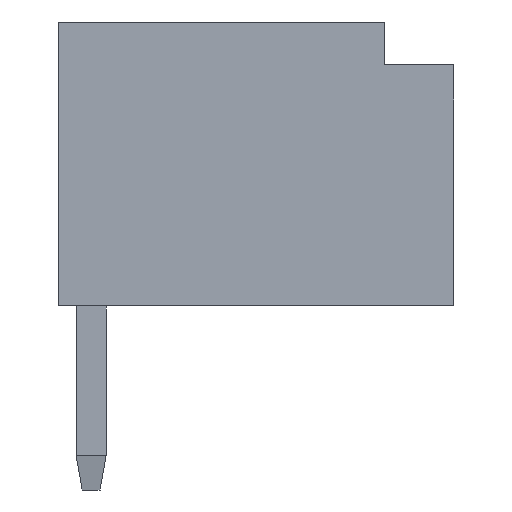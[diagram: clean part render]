
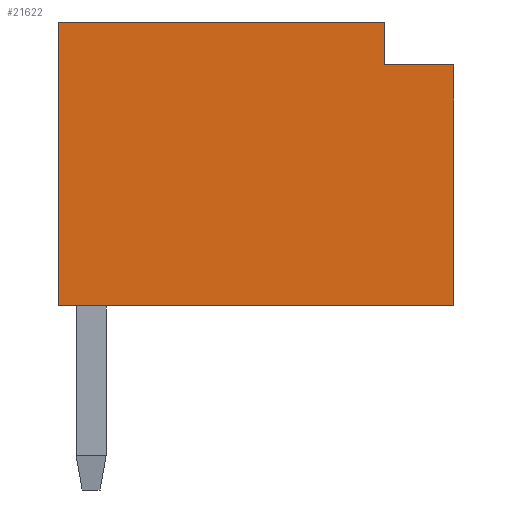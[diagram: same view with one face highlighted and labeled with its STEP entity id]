
A CAD part, left-side view. The second image highlights one B-rep face of the part: STEP entity #21622.
In plain terms, the highlighted planar face has unit normal (-1, 0, 0).
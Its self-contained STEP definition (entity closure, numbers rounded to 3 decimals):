
#286 = ORIENTED_EDGE ( 'NONE', *, *, #22247, .F. ) ;
#927 = ORIENTED_EDGE ( 'NONE', *, *, #5501, .F. ) ;
#1443 = CARTESIAN_POINT ( 'NONE',  ( -4.075, -2.3, 3.3 ) ) ;
#1515 = CARTESIAN_POINT ( 'NONE',  ( -4.075, 2.3, 0. ) ) ;
#1578 = LINE ( 'NONE', #22199, #20404 ) ;
#2246 = CARTESIAN_POINT ( 'NONE',  ( -4.075, 2.3, 3.3 ) ) ;
#2334 = LINE ( 'NONE', #19594, #13286 ) ;
#2564 = AXIS2_PLACEMENT_3D ( 'NONE', #8948, #15511, #15854 ) ;
#2891 = CARTESIAN_POINT ( 'NONE',  ( -4.075, -2.3, 2.8 ) ) ;
#2944 = LINE ( 'NONE', #9761, #6805 ) ;
#4979 = DIRECTION ( 'NONE',  ( 0., -1., 0. ) ) ;
#5093 = CARTESIAN_POINT ( 'NONE',  ( -4.075, -2.3, 0. ) ) ;
#5501 = EDGE_CURVE ( 'NONE', #14165, #14682, #2334, .T. ) ;
#6746 = VERTEX_POINT ( 'NONE', #18776 ) ;
#6805 = VECTOR ( 'NONE', #8145, 1000. ) ;
#8145 = DIRECTION ( 'NONE',  ( 0., 0., 1. ) ) ;
#8348 = DIRECTION ( 'NONE',  ( 0., -1., 0. ) ) ;
#8408 = ORIENTED_EDGE ( 'NONE', *, *, #15767, .T. ) ;
#8948 = CARTESIAN_POINT ( 'NONE',  ( -4.075, -2.3, 3.3 ) ) ;
#9761 = CARTESIAN_POINT ( 'NONE',  ( -4.075, -1.5, 2.8 ) ) ;
#9786 = VECTOR ( 'NONE', #4979, 1000. ) ;
#10842 = VECTOR ( 'NONE', #13574, 1000. ) ;
#11189 = ORIENTED_EDGE ( 'NONE', *, *, #21108, .T. ) ;
#13285 = ORIENTED_EDGE ( 'NONE', *, *, #16701, .F. ) ;
#13286 = VECTOR ( 'NONE', #17721, 1000. ) ;
#13574 = DIRECTION ( 'NONE',  ( 0., 0., -1. ) ) ;
#13995 = LINE ( 'NONE', #5093, #9786 ) ;
#14008 = VERTEX_POINT ( 'NONE', #1515 ) ;
#14165 = VERTEX_POINT ( 'NONE', #18106 ) ;
#14228 = DIRECTION ( 'NONE',  ( 0., 0., -1. ) ) ;
#14682 = VERTEX_POINT ( 'NONE', #2891 ) ;
#15013 = VERTEX_POINT ( 'NONE', #2246 ) ;
#15085 = FACE_OUTER_BOUND ( 'NONE', #15378, .T. ) ;
#15113 = LINE ( 'NONE', #1443, #21971 ) ;
#15378 = EDGE_LOOP ( 'NONE', ( #927, #8408, #286, #21342, #11189, #13285 ) ) ;
#15511 = DIRECTION ( 'NONE',  ( 1., 0., 0. ) ) ;
#15523 = CARTESIAN_POINT ( 'NONE',  ( -4.075, -2.3, 3.3 ) ) ;
#15767 = EDGE_CURVE ( 'NONE', #14165, #6746, #2944, .T. ) ;
#15854 = DIRECTION ( 'NONE',  ( 0., 0., 1. ) ) ;
#16487 = CARTESIAN_POINT ( 'NONE',  ( -4.075, -2.3, 0. ) ) ;
#16701 = EDGE_CURVE ( 'NONE', #14682, #22161, #18769, .T. ) ;
#17721 = DIRECTION ( 'NONE',  ( 0., -1., 0. ) ) ;
#18106 = CARTESIAN_POINT ( 'NONE',  ( -4.075, -1.5, 2.8 ) ) ;
#18624 = EDGE_CURVE ( 'NONE', #15013, #14008, #1578, .T. ) ;
#18769 = LINE ( 'NONE', #15523, #10842 ) ;
#18776 = CARTESIAN_POINT ( 'NONE',  ( -4.075, -1.5, 3.3 ) ) ;
#19594 = CARTESIAN_POINT ( 'NONE',  ( -4.075, -2.3, 2.8 ) ) ;
#20404 = VECTOR ( 'NONE', #14228, 1000. ) ;
#21108 = EDGE_CURVE ( 'NONE', #14008, #22161, #13995, .T. ) ;
#21342 = ORIENTED_EDGE ( 'NONE', *, *, #18624, .T. ) ;
#21622 = ADVANCED_FACE ( 'NONE', ( #15085 ), #21914, .F. ) ;
#21914 = PLANE ( 'NONE',  #2564 ) ;
#21971 = VECTOR ( 'NONE', #8348, 1000. ) ;
#22161 = VERTEX_POINT ( 'NONE', #16487 ) ;
#22199 = CARTESIAN_POINT ( 'NONE',  ( -4.075, 2.3, 3.3 ) ) ;
#22247 = EDGE_CURVE ( 'NONE', #15013, #6746, #15113, .T. ) ;
